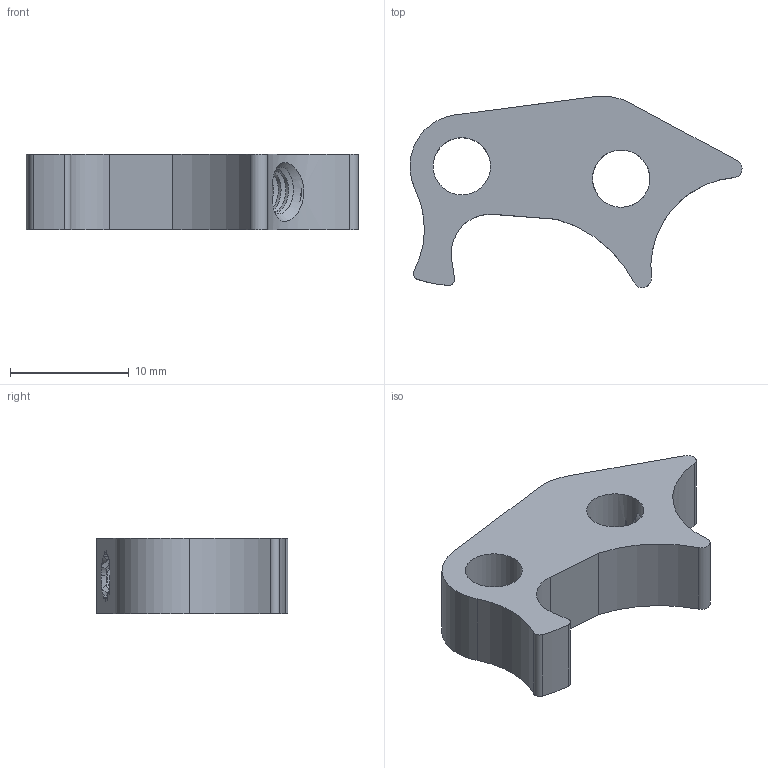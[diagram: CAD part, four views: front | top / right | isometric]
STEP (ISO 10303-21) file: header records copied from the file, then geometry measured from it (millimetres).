
FILE_DESCRIPTION(/* description */ ('','CAx-IF Rec.Pracs.---Representation and Presentation of Product Manufacturing Information (PMI)---3.8---2014-02-18'),/* implementation_level */ '2;1');
FILE_NAME(/* name */ 'GOVERNOR WEIGHT PIVOT AP242.stp',/* time_stamp */ '2022-08-15T18:43:39+02:00',/* author */ ('user'),/* organization */ (''),/* preprocessor_version */ 'ST-DEVELOPER v16.13',/* originating_system */ 'Autodesk Inventor 2018',/* authorisation */ '');
FILE_SCHEMA (('AP242_MANAGED_MODEL_BASED_3D_ENGINEERING_MIM_LF { 1 0 10303 442 1 1 4 }'));
Length unit declared in the file: inch
Products named in the file (1): GOVERNOR WEIGHT PIVOT
Bounding box: 27.98 x 16.15 x 6.35 mm (x, y, z)
Volume: 1284.7 mm3; surface area: 1324.7 mm2
Topology: 1 solids, 1 shells, 69 faces, 195 edges, 130 vertices
Faces by surface type: bspline 39, cylinder 24, plane 6
Full cylindrical faces by diameter (mm): 4.826 x2
Entity records: 4715 total; most frequent: CARTESIAN_POINT 3059, ORIENTED_EDGE 380, DIRECTION 207, EDGE_CURVE 190, VERTEX_POINT 128, B_SPLINE_CURVE_WITH_KNOTS 104, AXIS2_PLACEMENT_3D 90, EDGE_LOOP 82
